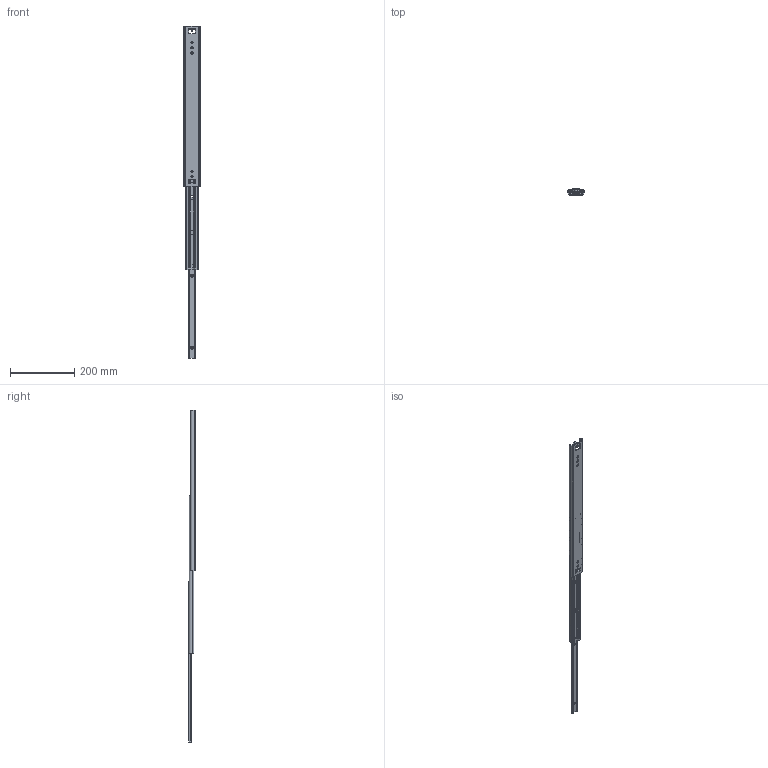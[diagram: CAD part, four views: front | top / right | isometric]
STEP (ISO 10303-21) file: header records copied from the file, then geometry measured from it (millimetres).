
FILE_DESCRIPTION(/* description */ ('Vollauszug Serie ITS 782 500x534 Edelstahl'),/* implementation_level */ '2;1');
FILE_NAME(/* name */ '07000153005.stp',/* time_stamp */ '2023-02-28T08:23:49+01:00',/* author */ ('Philipp Joos'),/* organization */ ('SToxxparts'),/* preprocessor_version */ 'ST-DEVELOPER v18.1',/* originating_system */ 'Autodesk Inventor 2022',/* authorisation */ '');
FILE_SCHEMA (('AUTOMOTIVE_DESIGN { 1 0 10303 214 3 1 1 }'));
Length unit declared in the file: millimetre
Products named in the file (1): 070000153005
Bounding box: 53.2 x 19.5 x 1032.2 mm (x, y, z)
Volume: 191234.5 mm3; surface area: 232266.2 mm2
Topology: 79 solids, 79 shells, 1198 faces, 3149 edges, 1963 vertices
Faces by surface type: plane 772, cylinder 348, sphere 68, cone 8, bspline 2
Full cylindrical faces by diameter (mm): 6.5 x8, 7.1 x68, 11 x1, 12 x3
Entity records: 36369 total; most frequent: CARTESIAN_POINT 6593, DIRECTION 6162, ORIENTED_EDGE 6026, EDGE_CURVE 3013, LINE 2146, VECTOR 2146, AXIS2_PLACEMENT_3D 2008, VERTEX_POINT 1963
